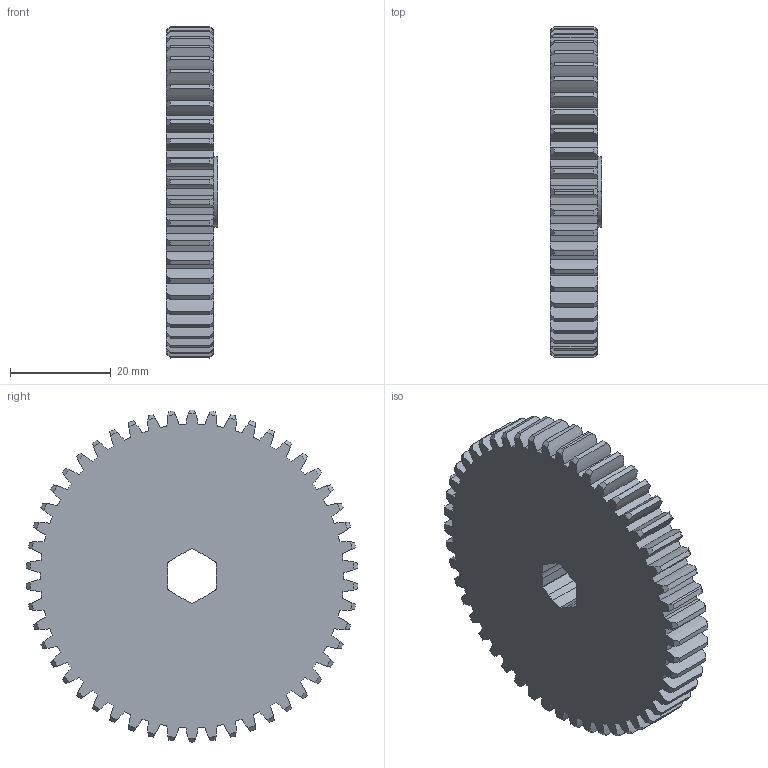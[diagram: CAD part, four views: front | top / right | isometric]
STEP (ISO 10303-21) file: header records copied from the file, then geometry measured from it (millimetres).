
FILE_DESCRIPTION (( 'STEP AP214' ), '1' );
FILE_NAME ('am-0149 50T 20dp 375hex REV2.STEP', '2018-06-18T12:11:08', ( '' ), ( '' ), 'SwSTEP 2.0', 'SolidWorks 2017', '' );
FILE_SCHEMA (( 'AUTOMOTIVE_DESIGN' ));
Length unit declared in the file: inch
Products named in the file (1): am-0149 50T 20dp 375hex REV2
Bounding box: 10.16 x 65.97 x 66.04 mm (x, y, z)
Volume: 28614.1 mm3; surface area: 10250.7 mm2
Topology: 1 solids, 1 shells, 335 faces, 996 edges, 664 vertices
Faces by surface type: cylinder 220, cone 100, plane 15
Entity records: 11774 total; most frequent: CARTESIAN_POINT 2608, DIRECTION 2000, ORIENTED_EDGE 1992, EDGE_CURVE 996, AXIS2_PLACEMENT_3D 872, VERTEX_POINT 664, CIRCLE 536, EDGE_LOOP 338
